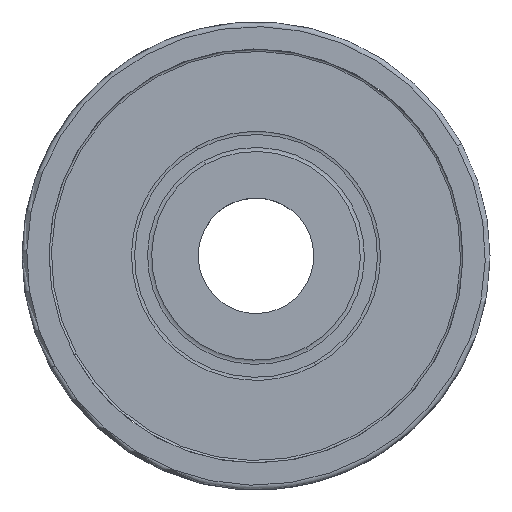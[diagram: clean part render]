
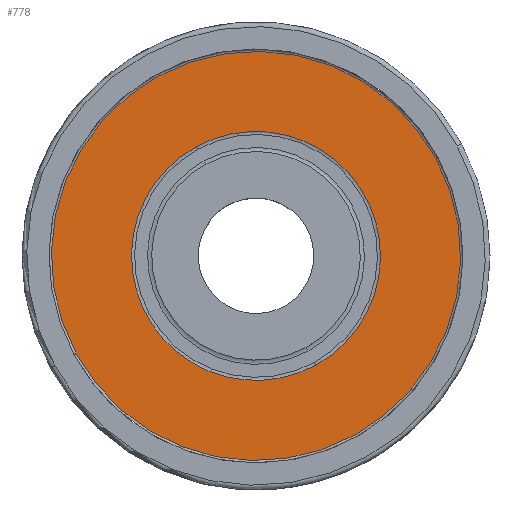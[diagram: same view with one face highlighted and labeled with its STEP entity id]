
A CAD part, top view. The second image highlights one B-rep face of the part: STEP entity #778.
In plain terms, the highlighted planar face has unit normal (0, 0, 1).
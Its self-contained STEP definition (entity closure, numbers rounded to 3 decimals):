
#437=AXIS2_PLACEMENT_3D('Circle Axis2P3D',#435,#436,$) ;
#471=AXIS2_PLACEMENT_3D('Circle Axis2P3D',#469,#470,$) ;
#712=AXIS2_PLACEMENT_3D('Plane Axis2P3D',#709,#710,#711) ;
#432=CARTESIAN_POINT('Vertex',(-15.233,-8.322,3.65)) ;
#435=CARTESIAN_POINT('Axis2P3D Location',(0.,0.,3.65)) ;
#439=CARTESIAN_POINT('Vertex',(15.233,8.322,3.65)) ;
#469=CARTESIAN_POINT('Axis2P3D Location',(0.,0.,3.65)) ;
#709=CARTESIAN_POINT('Axis2P3D Location',(17.358,0.,3.65)) ;
#719=CARTESIAN_POINT('Control Point',(-5.063,9.267,3.65)) ;
#720=CARTESIAN_POINT('Control Point',(-5.996,8.757,3.65)) ;
#721=CARTESIAN_POINT('Control Point',(-6.866,8.13,3.65)) ;
#722=CARTESIAN_POINT('Control Point',(-7.651,7.395,3.65)) ;
#723=CARTESIAN_POINT('Control Point',(-9.02,5.744,3.65)) ;
#724=CARTESIAN_POINT('Control Point',(-9.937,3.805,3.65)) ;
#725=CARTESIAN_POINT('Control Point',(-10.27,2.783,3.65)) ;
#726=CARTESIAN_POINT('Control Point',(-10.672,0.676,3.65)) ;
#727=CARTESIAN_POINT('Control Point',(-10.539,-1.465,3.65)) ;
#728=CARTESIAN_POINT('Control Point',(-10.338,-2.521,3.65)) ;
#729=CARTESIAN_POINT('Control Point',(-9.673,-4.56,3.65)) ;
#730=CARTESIAN_POINT('Control Point',(-8.523,-6.371,3.65)) ;
#731=CARTESIAN_POINT('Control Point',(-7.836,-7.199,3.65)) ;
#732=CARTESIAN_POINT('Control Point',(-6.269,-8.663,3.65)) ;
#733=CARTESIAN_POINT('Control Point',(-4.388,-9.694,3.65)) ;
#734=CARTESIAN_POINT('Control Point',(-3.387,-10.087,3.65)) ;
#735=CARTESIAN_POINT('Control Point',(-1.308,-10.614,3.65)) ;
#736=CARTESIAN_POINT('Control Point',(0.837,-10.608,3.65)) ;
#737=CARTESIAN_POINT('Control Point',(1.903,-10.469,3.65)) ;
#738=CARTESIAN_POINT('Control Point',(3.186,-10.134,3.65)) ;
#739=CARTESIAN_POINT('Control Point',(4.392,-9.608,3.65)) ;
#740=CARTESIAN_POINT('Control Point',(4.619,-9.501,3.65)) ;
#741=CARTESIAN_POINT('Control Point',(4.842,-9.387,3.65)) ;
#742=CARTESIAN_POINT('Control Point',(5.063,-9.267,3.65)) ;
#743=CARTESIAN_POINT('Vertex',(-5.063,9.267,3.65)) ;
#745=CARTESIAN_POINT('Vertex',(5.063,-9.267,3.65)) ;
#749=CARTESIAN_POINT('Control Point',(5.063,-9.267,3.65)) ;
#750=CARTESIAN_POINT('Control Point',(5.996,-8.757,3.65)) ;
#751=CARTESIAN_POINT('Control Point',(6.866,-8.13,3.65)) ;
#752=CARTESIAN_POINT('Control Point',(7.651,-7.395,3.65)) ;
#753=CARTESIAN_POINT('Control Point',(9.02,-5.744,3.65)) ;
#754=CARTESIAN_POINT('Control Point',(9.937,-3.805,3.65)) ;
#755=CARTESIAN_POINT('Control Point',(10.27,-2.783,3.65)) ;
#756=CARTESIAN_POINT('Control Point',(10.672,-0.676,3.65)) ;
#757=CARTESIAN_POINT('Control Point',(10.539,1.465,3.65)) ;
#758=CARTESIAN_POINT('Control Point',(10.338,2.521,3.65)) ;
#759=CARTESIAN_POINT('Control Point',(9.673,4.56,3.65)) ;
#760=CARTESIAN_POINT('Control Point',(8.523,6.371,3.65)) ;
#761=CARTESIAN_POINT('Control Point',(7.836,7.199,3.65)) ;
#762=CARTESIAN_POINT('Control Point',(6.269,8.663,3.65)) ;
#763=CARTESIAN_POINT('Control Point',(4.388,9.694,3.65)) ;
#764=CARTESIAN_POINT('Control Point',(3.387,10.087,3.65)) ;
#765=CARTESIAN_POINT('Control Point',(1.308,10.614,3.65)) ;
#766=CARTESIAN_POINT('Control Point',(-0.837,10.608,3.65)) ;
#767=CARTESIAN_POINT('Control Point',(-1.903,10.469,3.65)) ;
#768=CARTESIAN_POINT('Control Point',(-3.186,10.134,3.65)) ;
#769=CARTESIAN_POINT('Control Point',(-4.392,9.608,3.65)) ;
#770=CARTESIAN_POINT('Control Point',(-4.619,9.501,3.65)) ;
#771=CARTESIAN_POINT('Control Point',(-4.842,9.387,3.65)) ;
#772=CARTESIAN_POINT('Control Point',(-5.063,9.267,3.65)) ;
#436=DIRECTION('Axis2P3D Direction',(0.,0.,1.)) ;
#470=DIRECTION('Axis2P3D Direction',(0.,0.,1.)) ;
#710=DIRECTION('Axis2P3D Direction',(0.,0.,1.)) ;
#711=DIRECTION('Axis2P3D XDirection',(1.,0.,0.)) ;
#715=ORIENTED_EDGE('',*,*,#473,.T.) ;
#716=ORIENTED_EDGE('',*,*,#441,.T.) ;
#775=ORIENTED_EDGE('',*,*,#747,.F.) ;
#776=ORIENTED_EDGE('',*,*,#773,.F.) ;
#777=FACE_BOUND('',#774,.T.) ;
#778=ADVANCED_FACE('NOCUT',(#717,#777),#713,.T.) ;
#718=B_SPLINE_CURVE_WITH_KNOTS('',5,(#719,#720,#721,#722,#723,#724,#725,#726,#727,#728,#729,#730,#731,#732,#733,#734,#735,#736,#737,#738,#739,#740,#741,#742),.UNSPECIFIED.,.F.,.U.,(6,3,3,3,3,3,3,6),(0.,7.43,14.862,22.294,29.726,37.157,44.589,46.342),.UNSPECIFIED.) ;
#748=B_SPLINE_CURVE_WITH_KNOTS('',5,(#749,#750,#751,#752,#753,#754,#755,#756,#757,#758,#759,#760,#761,#762,#763,#764,#765,#766,#767,#768,#769,#770,#771,#772),.UNSPECIFIED.,.F.,.U.,(6,3,3,3,3,3,3,6),(0.,7.43,14.862,22.294,29.726,37.157,44.589,46.342),.UNSPECIFIED.) ;
#438=CIRCLE('generated circle',#437,17.358) ;
#472=CIRCLE('generated circle',#471,17.358) ;
#441=EDGE_CURVE('',#440,#433,#438,.T.) ;
#473=EDGE_CURVE('',#433,#440,#472,.T.) ;
#747=EDGE_CURVE('',#744,#746,#718,.T.) ;
#773=EDGE_CURVE('',#746,#744,#748,.T.) ;
#714=EDGE_LOOP('',(#715,#716)) ;
#774=EDGE_LOOP('',(#775,#776)) ;
#717=FACE_OUTER_BOUND('',#714,.T.) ;
#713=PLANE('',#712) ;
#433=VERTEX_POINT('',#432) ;
#440=VERTEX_POINT('',#439) ;
#744=VERTEX_POINT('',#743) ;
#746=VERTEX_POINT('',#745) ;
